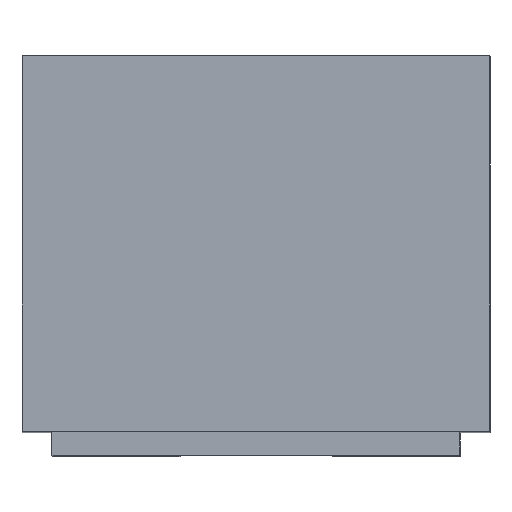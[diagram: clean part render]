
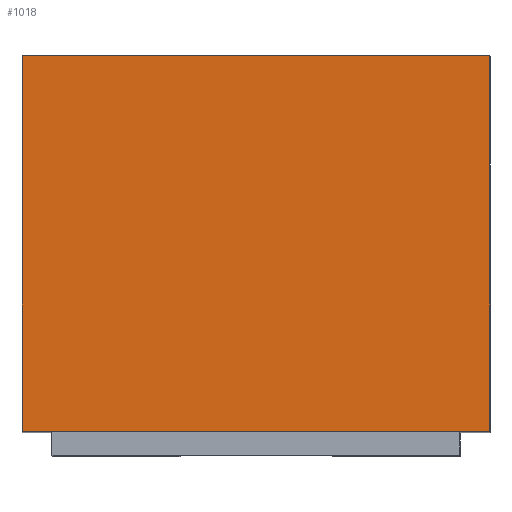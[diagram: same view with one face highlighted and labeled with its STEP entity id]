
A CAD part, top view. The second image highlights one B-rep face of the part: STEP entity #1018.
In plain terms, the highlighted planar face has unit normal (0, 0, 1).
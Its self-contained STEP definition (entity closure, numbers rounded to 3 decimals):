
#3 = CARTESIAN_POINT ( 'NONE',  ( -0.293, 2.146, 0.492 ) ) ;
#118 = LINE ( 'NONE', #1904, #559 ) ;
#153 = VERTEX_POINT ( 'NONE', #429 ) ;
#245 = CARTESIAN_POINT ( 'NONE',  ( -0.293, 0.03, 0.492 ) ) ;
#265 = EDGE_CURVE ( 'NONE', #1620, #491, #1752, .T. ) ;
#324 = EDGE_LOOP ( 'NONE', ( #1392, #1414, #1819, #1454 ) ) ;
#352 = LINE ( 'NONE', #3, #1558 ) ;
#358 = PLANE ( 'NONE',  #785 ) ;
#378 = DIRECTION ( 'NONE',  ( -1., 0., 0. ) ) ;
#422 = FACE_OUTER_BOUND ( 'NONE', #324, .T. ) ;
#429 = CARTESIAN_POINT ( 'NONE',  ( -0.293, 0.5, 0.492 ) ) ;
#491 = VERTEX_POINT ( 'NONE', #1270 ) ;
#559 = VECTOR ( 'NONE', #1895, 1000. ) ;
#623 = DIRECTION ( 'NONE',  ( 0., -1., 0. ) ) ;
#650 = EDGE_CURVE ( 'NONE', #1612, #491, #935, .T. ) ;
#652 = EDGE_CURVE ( 'NONE', #153, #1620, #118, .T. ) ;
#728 = DIRECTION ( 'NONE',  ( 0., -1., 0. ) ) ;
#785 = AXIS2_PLACEMENT_3D ( 'NONE', #1560, #819, #378 ) ;
#819 = DIRECTION ( 'NONE',  ( 0., 0., -1. ) ) ;
#854 = DIRECTION ( 'NONE',  ( 1., 0., 0. ) ) ;
#917 = CARTESIAN_POINT ( 'NONE',  ( 0.292, 2.146, 0.493 ) ) ;
#935 = LINE ( 'NONE', #1478, #1851 ) ;
#1002 = CARTESIAN_POINT ( 'NONE',  ( 0.292, 0.5, 0.493 ) ) ;
#1018 = ADVANCED_FACE ( 'NONE', ( #422 ), #358, .F. ) ;
#1220 = EDGE_CURVE ( 'NONE', #153, #1612, #352, .T. ) ;
#1270 = CARTESIAN_POINT ( 'NONE',  ( 0.292, 0.03, 0.493 ) ) ;
#1392 = ORIENTED_EDGE ( 'NONE', *, *, #652, .F. ) ;
#1414 = ORIENTED_EDGE ( 'NONE', *, *, #1220, .T. ) ;
#1423 = VECTOR ( 'NONE', #623, 1000. ) ;
#1454 = ORIENTED_EDGE ( 'NONE', *, *, #265, .F. ) ;
#1478 = CARTESIAN_POINT ( 'NONE',  ( -0.293, 0.03, 0.492 ) ) ;
#1558 = VECTOR ( 'NONE', #728, 1000. ) ;
#1560 = CARTESIAN_POINT ( 'NONE',  ( -0.293, 2.146, 0.492 ) ) ;
#1612 = VERTEX_POINT ( 'NONE', #245 ) ;
#1620 = VERTEX_POINT ( 'NONE', #1002 ) ;
#1752 = LINE ( 'NONE', #917, #1423 ) ;
#1819 = ORIENTED_EDGE ( 'NONE', *, *, #650, .T. ) ;
#1851 = VECTOR ( 'NONE', #854, 1000. ) ;
#1895 = DIRECTION ( 'NONE',  ( 1., 0., 0. ) ) ;
#1904 = CARTESIAN_POINT ( 'NONE',  ( -0.293, 0.5, 0.492 ) ) ;
